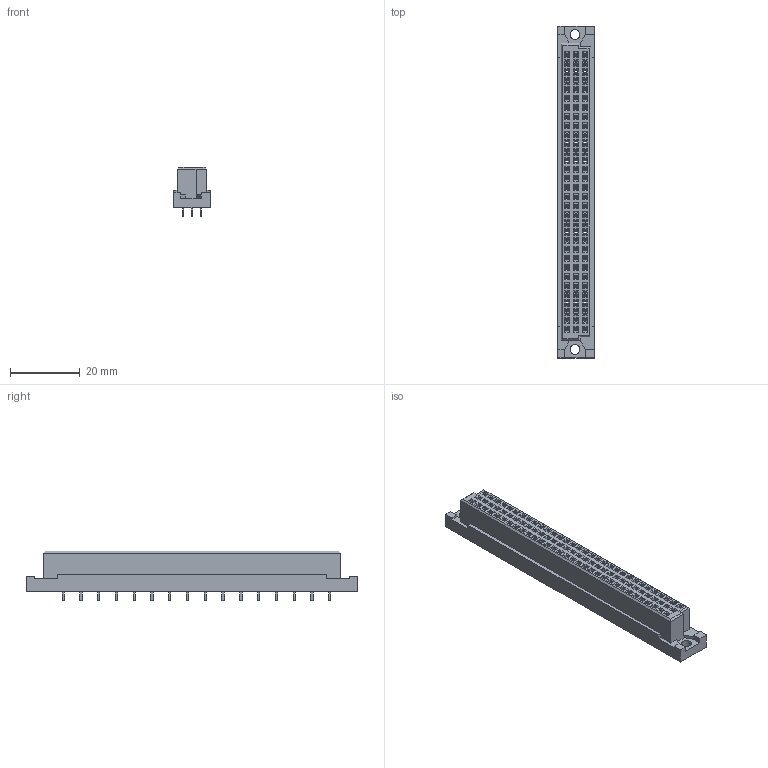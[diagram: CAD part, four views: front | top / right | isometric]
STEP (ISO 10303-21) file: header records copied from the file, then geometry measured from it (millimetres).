
FILE_DESCRIPTION(('FreeCAD Model'),'2;1');
FILE_NAME('Open CASCADE Shape Model','2023-12-29T01:44:26',( 'kicad StepUp'),('ksu MCAD'),'Open CASCADE STEP processor 7.7', 'FreeCAD','Unknown');
FILE_SCHEMA(('AUTOMOTIVE_DESIGN { 1 0 10303 214 1 1 1 1 }'));
Length unit declared in the file: millimetre
Products named in the file (3): DIN41612_C_NxM_Female_Vertical_THT; Body; Array
Assembly tree (2 placements, depth 2):
  DIN41612_C_NxM_Female_Vertical_THT
    Body
    Array
Bounding box: 10.5 x 94.9 x 14.1 mm (x, y, z)
Volume: 8654.4 mm3; surface area: 8020.4 mm2
Topology: 49 solids, 49 shells, 1780 faces, 4170 edges, 2584 vertices
Faces by surface type: plane 1778, cylinder 2
Full cylindrical faces by diameter (mm): 2.8 x2
Entity records: 32764 total; most frequent: ORIENTED_EDGE 6766, CARTESIAN_POINT 5336, EDGE_CURVE 4170, LINE 4164, VERTEX_POINT 2584, FACE_BOUND 2072, EDGE_LOOP 2072, ADVANCED_FACE 1780
